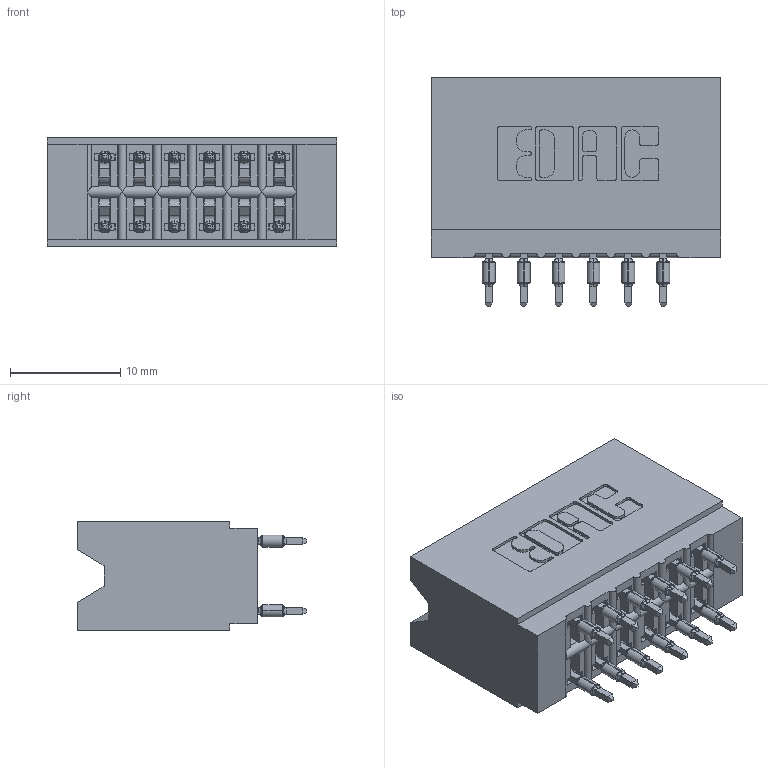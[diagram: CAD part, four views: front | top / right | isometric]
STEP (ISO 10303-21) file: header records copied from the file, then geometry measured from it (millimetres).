
FILE_DESCRIPTION (( 'STEP AP203' ), '1' );
FILE_NAME ('746-012-560-206.STEP', '2026-02-26T21:20:43', ( '' ), ( '' ), 'SwSTEP 2.0', 'SolidWorks 2023', '' );
FILE_SCHEMA (( 'CONFIG_CONTROL_DESIGN' ));
Length unit declared in the file: millimetre
Products named in the file (3): 746-012-560-206; 746-292-001_560; 746 Part_.515 Slot Depth - 06
Assembly tree (13 placements, depth 2):
  746-012-560-206
    746 Part_.515 Slot Depth - 06
    746-292-001_560  x12
Bounding box: 26.29 x 20.82 x 9.91 mm (x, y, z)
Volume: 3068.3 mm3; surface area: 4418.7 mm2
Topology: 13 solids, 13 shells, 1232 faces, 3421 edges, 2197 vertices
Faces by surface type: plane 620, cylinder 300, bspline 240, torus 72
Entity records: 14548 total; most frequent: CARTESIAN_POINT 3202, ORIENTED_EDGE 2398, DIRECTION 2071, EDGE_CURVE 1199, LINE 947, VECTOR 947, VERTEX_POINT 789, AXIS2_PLACEMENT_3D 562
